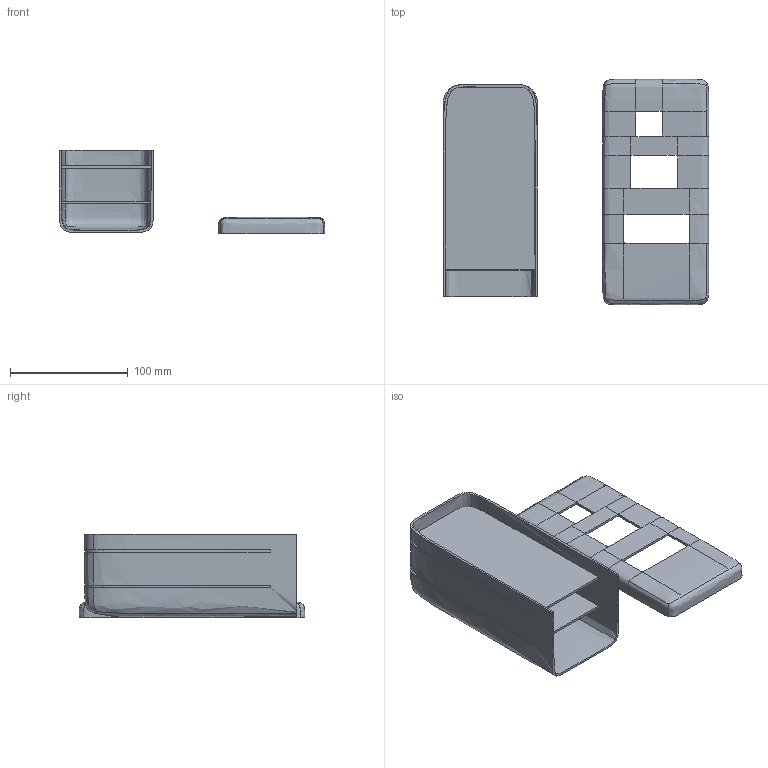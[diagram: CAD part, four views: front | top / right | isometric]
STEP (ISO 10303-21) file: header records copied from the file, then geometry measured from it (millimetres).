
FILE_DESCRIPTION(/* description */ (''),/* implementation_level */ '2;1');
FILE_NAME(/* name */ 'Prochazkova_Project.step',/* time_stamp */ '2023-11-17T14:36:20Z',/* author */ (''),/* organization */ (''),/* preprocessor_version */ 'ST-DEVELOPER v20',/* originating_system */ 'Autodesk Translation Framework v12.14.0.127',/* authorisation */ '');
FILE_SCHEMA (('AUTOMOTIVE_DESIGN { 1 0 10303 214 3 1 1 }'));
Products named in the file (1): Project3
Bounding box: 225.51 x 191.33 x 70.85 mm (x, y, z)
Volume: 166857 mm3; surface area: 169243.1 mm2
Topology: 2 solids, 2 shells, 113 faces, 302 edges, 188 vertices
Faces by surface type: bspline 90, plane 19, cylinder 4
Entity records: 40771 total; most frequent: CARTESIAN_POINT 38759, ORIENTED_EDGE 596, EDGE_CURVE 298, B_SPLINE_CURVE_WITH_KNOTS 262, VERTEX_POINT 186, EDGE_LOOP 112, FACE_OUTER_BOUND 111, ADVANCED_FACE 111
